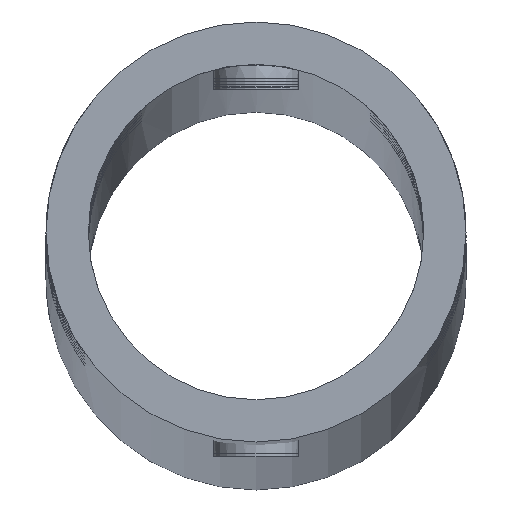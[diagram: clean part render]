
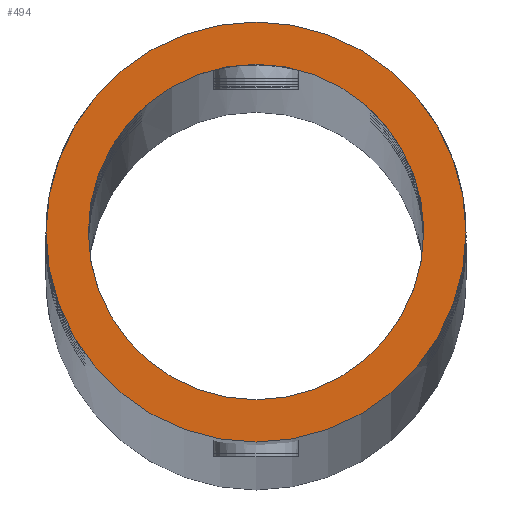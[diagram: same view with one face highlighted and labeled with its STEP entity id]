
A CAD part, top view. The second image highlights one B-rep face of the part: STEP entity #494.
In plain terms, the highlighted planar face has unit normal (0, 0, 1).
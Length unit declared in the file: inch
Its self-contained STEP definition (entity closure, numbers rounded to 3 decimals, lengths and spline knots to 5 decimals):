
#14=PLANE('',#531);
#16=CIRCLE('',#520,0.6575);
#18=CIRCLE('',#525,0.525);
#78=FACE_BOUND('',#175,.T.);
#102=FACE_OUTER_BOUND('',#174,.T.);
#174=EDGE_LOOP('',(#434));
#175=EDGE_LOOP('',(#435));
#260=VERTEX_POINT('',#1019);
#278=VERTEX_POINT('',#1530);
#320=EDGE_CURVE('',#260,#260,#16,.T.);
#338=EDGE_CURVE('',#278,#278,#18,.T.);
#434=ORIENTED_EDGE('',*,*,#320,.F.);
#435=ORIENTED_EDGE('',*,*,#338,.F.);
#494=ADVANCED_FACE('',(#102,#78),#14,.T.);
#520=AXIS2_PLACEMENT_3D('',#1020,#563,#564);
#525=AXIS2_PLACEMENT_3D('',#1531,#573,#574);
#531=AXIS2_PLACEMENT_3D('',#2182,#585,#586);
#563=DIRECTION('center_axis',(0.,0.,-1.));
#564=DIRECTION('ref_axis',(1.,0.,0.));
#573=DIRECTION('center_axis',(0.,0.,1.));
#574=DIRECTION('ref_axis',(-1.,0.,0.));
#585=DIRECTION('center_axis',(0.,0.,1.));
#586=DIRECTION('ref_axis',(1.,0.,0.));
#1019=CARTESIAN_POINT('',(-0.6575,0.,86.));
#1020=CARTESIAN_POINT('Origin',(0.,0.,86.));
#1530=CARTESIAN_POINT('',(0.525,0.,86.));
#1531=CARTESIAN_POINT('Origin',(0.,0.,86.));
#2182=CARTESIAN_POINT('Origin',(0.,0.,86.));
